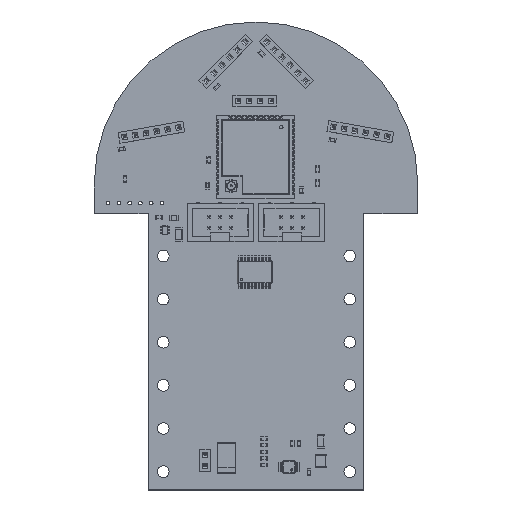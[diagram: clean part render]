
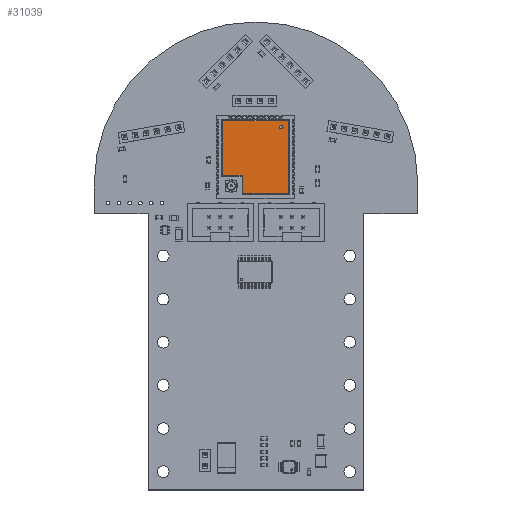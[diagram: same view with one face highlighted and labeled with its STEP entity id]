
A CAD part, top view. The second image highlights one B-rep face of the part: STEP entity #31039.
In plain terms, the highlighted planar face has unit normal (0, 0, 1).
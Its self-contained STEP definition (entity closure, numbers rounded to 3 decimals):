
#25559 = VERTEX_POINT('',#25560);
#25560 = CARTESIAN_POINT('',(2.9,4.5,3.2));
#25567 = EDGE_CURVE('',#25559,#25568,#25570,.T.);
#25568 = VERTEX_POINT('',#25569);
#25569 = CARTESIAN_POINT('',(3.1,4.3,3.2));
#25570 = CIRCLE('',#25571,0.2);
#25571 = AXIS2_PLACEMENT_3D('',#25572,#25573,#25574);
#25572 = CARTESIAN_POINT('',(3.1,4.5,3.2));
#25573 = DIRECTION('',(0.,0.,1.));
#25574 = DIRECTION('',(-1.,0.,0.));
#30946 = VERTEX_POINT('',#30947);
#30947 = CARTESIAN_POINT('',(2.9,8.5,3.2));
#30954 = EDGE_CURVE('',#25559,#30946,#30955,.T.);
#30955 = LINE('',#30956,#30957);
#30956 = CARTESIAN_POINT('',(2.9,4.4,3.2));
#30957 = VECTOR('',#30958,1.);
#30958 = DIRECTION('',(0.,1.,0.));
#31018 = EDGE_CURVE('',#31019,#25568,#31021,.T.);
#31019 = VERTEX_POINT('',#31020);
#31020 = CARTESIAN_POINT('',(7.58,4.3,3.2));
#31021 = LINE('',#31022,#31023);
#31022 = CARTESIAN_POINT('',(7.68,4.3,3.2));
#31023 = VECTOR('',#31024,1.);
#31024 = DIRECTION('',(-1.,0.,0.));
#31039 = ADVANCED_FACE('',(#31040,#31075),#31086,.T.);
#31040 = FACE_BOUND('',#31041,.T.);
#31041 = EDGE_LOOP('',(#31042,#31052,#31060,#31066,#31067,#31068,#31069)
  );
#31042 = ORIENTED_EDGE('',*,*,#31043,.F.);
#31043 = EDGE_CURVE('',#31044,#31046,#31048,.T.);
#31044 = VERTEX_POINT('',#31045);
#31045 = CARTESIAN_POINT('',(-7.62,-8.5,3.2));
#31046 = VERTEX_POINT('',#31047);
#31047 = CARTESIAN_POINT('',(-7.62,8.5,3.2));
#31048 = LINE('',#31049,#31050);
#31049 = CARTESIAN_POINT('',(-7.62,-8.6,3.2));
#31050 = VECTOR('',#31051,1.);
#31051 = DIRECTION('',(0.,1.,0.));
#31052 = ORIENTED_EDGE('',*,*,#31053,.T.);
#31053 = EDGE_CURVE('',#31044,#31054,#31056,.T.);
#31054 = VERTEX_POINT('',#31055);
#31055 = CARTESIAN_POINT('',(7.58,-8.5,3.2));
#31056 = LINE('',#31057,#31058);
#31057 = CARTESIAN_POINT('',(-7.72,-8.5,3.2));
#31058 = VECTOR('',#31059,1.);
#31059 = DIRECTION('',(1.,0.,0.));
#31060 = ORIENTED_EDGE('',*,*,#31061,.T.);
#31061 = EDGE_CURVE('',#31054,#31019,#31062,.T.);
#31062 = LINE('',#31063,#31064);
#31063 = CARTESIAN_POINT('',(7.58,-8.6,3.2));
#31064 = VECTOR('',#31065,1.);
#31065 = DIRECTION('',(0.,1.,0.));
#31066 = ORIENTED_EDGE('',*,*,#31018,.T.);
#31067 = ORIENTED_EDGE('',*,*,#25567,.F.);
#31068 = ORIENTED_EDGE('',*,*,#30954,.T.);
#31069 = ORIENTED_EDGE('',*,*,#31070,.F.);
#31070 = EDGE_CURVE('',#31046,#30946,#31071,.T.);
#31071 = LINE('',#31072,#31073);
#31072 = CARTESIAN_POINT('',(-7.72,8.5,3.2));
#31073 = VECTOR('',#31074,1.);
#31074 = DIRECTION('',(1.,0.,0.));
#31075 = FACE_BOUND('',#31076,.T.);
#31076 = EDGE_LOOP('',(#31077));
#31077 = ORIENTED_EDGE('',*,*,#31078,.F.);
#31078 = EDGE_CURVE('',#31079,#31079,#31081,.T.);
#31079 = VERTEX_POINT('',#31080);
#31080 = CARTESIAN_POINT('',(-5.6,-7.,3.2));
#31081 = CIRCLE('',#31082,0.4);
#31082 = AXIS2_PLACEMENT_3D('',#31083,#31084,#31085);
#31083 = CARTESIAN_POINT('',(-6.,-7.,3.2));
#31084 = DIRECTION('',(0.,0.,1.));
#31085 = DIRECTION('',(1.,0.,-0.));
#31086 = PLANE('',#31087);
#31087 = AXIS2_PLACEMENT_3D('',#31088,#31089,#31090);
#31088 = CARTESIAN_POINT('',(-7.72,-8.6,3.2));
#31089 = DIRECTION('',(0.,0.,1.));
#31090 = DIRECTION('',(1.,0.,-0.));
